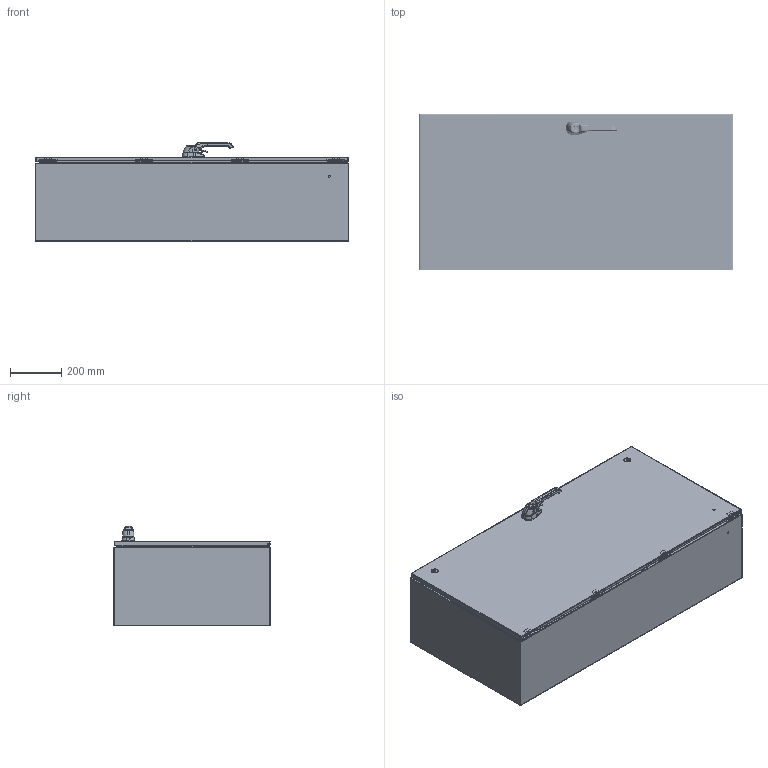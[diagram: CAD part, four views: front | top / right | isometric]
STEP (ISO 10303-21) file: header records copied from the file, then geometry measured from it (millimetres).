
FILE_DESCRIPTION((''),'2;1');
FILE_NAME('N4124824123PTC.iam.stp','2011-09-09T10:50:51',(''),(''),'Autodesk Inventor 2011','Autodesk Inventor 2011','');
FILE_SCHEMA(('AUTOMOTIVE_DESIGN { 1 0 10303 214 1 1 1 1 }'));
Length unit declared in the file: inch
Products named in the file (31): N4124824123PTC; N4124824123PTCBLR; N41224123PTCTB; HFW328176; 17376 PIN; 17380 SCREW; 17723 BOX LEAF; 17723-UTI BRACKET; 17910 SEALING WASHER; HFW3161; HFW328175; 388150; 38846; N41248243PTCLID; HFW32450; 35196; 1000-B18_ASM; 1000-73; 1000-67; D6799_5; 1000-u49_asm; 1000-105; D933_M5X8; HFW37045; HFW37045-1049-03; HFW37045-1049-08; HFW37045-1049-09; 35196(1001-U11_ASSM); 1001-U11_AF0; DIN917_M6; 1001-u11-STUD
Assembly tree (54 placements, depth 4):
  N4124824123PTC
    N4124824123PTCBLR
    N41224123PTCTB  x2
    HFW328176  x4
      17376 PIN
      17380 SCREW
      17723 BOX LEAF
      17723-UTI BRACKET
      17910 SEALING WASHER
    HFW3161  x4
    HFW328175  x4
    388150  x6
    38846  x2
    N41248243PTCLID
    HFW32450
    35196
      1000-B18_ASM
        1000-73
        1000-67  x2
      D6799_5  x2
      1000-u49_asm  x2
        1000-105
        D933_M5X8
    HFW37045  x2
      HFW37045-1049-03
      HFW37045-1049-08
      HFW37045-1049-09
    35196(1001-U11_ASSM)  x2
      1001-U11_AF0
      DIN917_M6
      1001-u11-STUD
Bounding box: 1219.2 x 609.6 x 385.73 mm (x, y, z)
Volume: 5319575.3 mm3; surface area: 5712880.5 mm2
Topology: 71 solids, 1552 shells, 3824 faces, 12436 edges, 10196 vertices
Faces by surface type: cylinder 1435, plane 1213, cone 404, bspline 384, torus 282, sphere 106
Full cylindrical faces by diameter (mm): 2.362 x8, 2.7 x2, 3.175 x4, 3.317 x136, 3.861 x8, 3.962 x4, 4 x4, 4.064 x2, 4.166 x136, 4.2 x6, 4.25 x8, 4.3 x2, 4.366 x8, 4.572 x8, 4.775 x10, 5 x6, 6 x6, 6.03 x2, 6.2 x2, 6.3 x2, 6.35 x18, 6.502 x8, 6.733 x2, 6.985 x6, 7.5 x2, 7.62 x6, 7.874 x4, 8.128 x8, 8.2 x2, 8.4 x2
Entity records: 151145 total; most frequent: CARTESIAN_POINT 73244, DIRECTION 13872, ORIENTED_EDGE 9882, EDGE_CURVE 8318, VERTEX_POINT 7798, AXIS2_PLACEMENT_3D 5126, VECTOR 3620, LINE 3620
